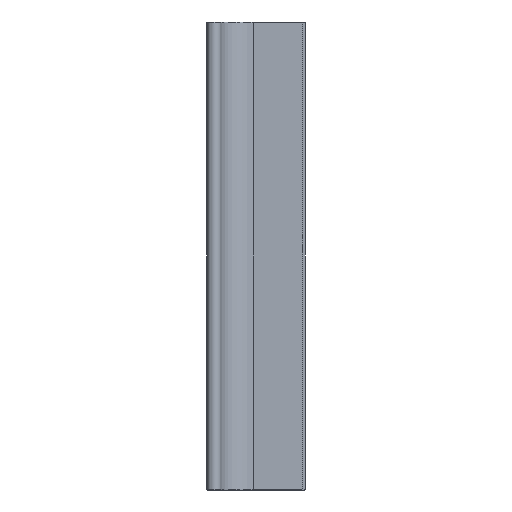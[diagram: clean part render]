
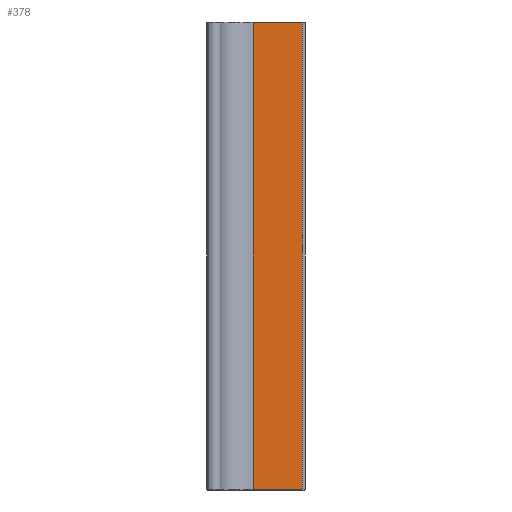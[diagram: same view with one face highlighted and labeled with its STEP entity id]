
A CAD part, front view. The second image highlights one B-rep face of the part: STEP entity #378.
In plain terms, the highlighted planar face has unit normal (0, -1, 0).
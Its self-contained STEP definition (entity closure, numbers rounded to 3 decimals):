
#21=PLANE('',#443);
#24=LINE('',#1041,#43);
#33=LINE('',#8669,#52);
#34=LINE('',#8671,#53);
#35=LINE('',#8672,#54);
#43=VECTOR('',#485,10.);
#52=VECTOR('',#528,10.);
#53=VECTOR('',#531,10.);
#54=VECTOR('',#532,10.);
#88=FACE_OUTER_BOUND('',#113,.T.);
#113=EDGE_LOOP('',(#309,#310,#311,#312));
#170=VERTEX_POINT('',#1033);
#172=VERTEX_POINT('',#1039);
#185=VERTEX_POINT('',#8659);
#187=VERTEX_POINT('',#8665);
#209=EDGE_CURVE('',#172,#170,#24,.T.);
#234=EDGE_CURVE('',#185,#187,#33,.T.);
#235=EDGE_CURVE('',#172,#187,#34,.T.);
#236=EDGE_CURVE('',#170,#185,#35,.T.);
#309=ORIENTED_EDGE('',*,*,#209,.F.);
#310=ORIENTED_EDGE('',*,*,#235,.T.);
#311=ORIENTED_EDGE('',*,*,#234,.F.);
#312=ORIENTED_EDGE('',*,*,#236,.F.);
#378=ADVANCED_FACE('',(#88),#21,.T.);
#443=AXIS2_PLACEMENT_3D('',#8670,#529,#530);
#485=DIRECTION('',(-1.,0.,0.));
#528=DIRECTION('',(1.,0.,0.));
#529=DIRECTION('center_axis',(0.,-1.,0.));
#530=DIRECTION('ref_axis',(1.,0.,0.));
#531=DIRECTION('',(0.,0.,1.));
#532=DIRECTION('',(0.,0.,1.));
#1033=CARTESIAN_POINT('',(0.,0.,0.25));
#1039=CARTESIAN_POINT('',(21.005,0.,0.25));
#1041=CARTESIAN_POINT('',(2.925,0.,0.25));
#8659=CARTESIAN_POINT('',(0.,0.,199.75));
#8665=CARTESIAN_POINT('',(21.005,0.,199.75));
#8669=CARTESIAN_POINT('',(2.925,0.,199.75));
#8670=CARTESIAN_POINT('Origin',(0.,0.,
0.));
#8671=CARTESIAN_POINT('',(21.005,0.,0.));
#8672=CARTESIAN_POINT('',(0.,0.,0.));
